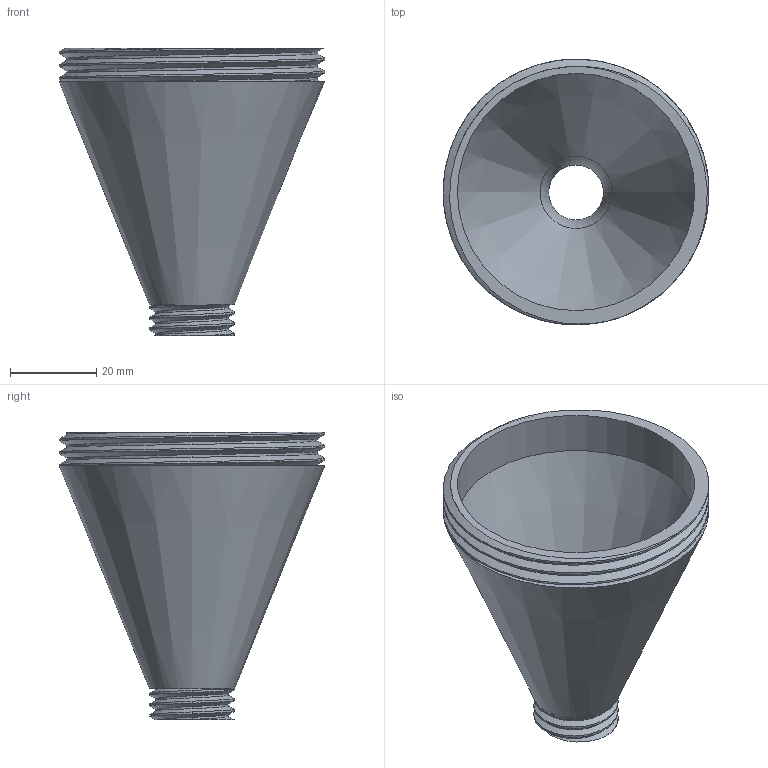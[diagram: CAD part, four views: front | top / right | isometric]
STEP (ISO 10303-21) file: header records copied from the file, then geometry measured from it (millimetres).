
FILE_DESCRIPTION(/* description */ (''),/* implementation_level */ '2;1');
FILE_NAME(/* name */ 'Hooper.step',/* time_stamp */ '2024-04-20T15:26:31+02:00',/* author */ (''),/* organization */ (''),/* preprocessor_version */ 'ST-DEVELOPER v20',/* originating_system */ 'Autodesk Translation Framework v12.20.1.177',/* authorisation */ '');
FILE_SCHEMA (('AUTOMOTIVE_DESIGN { 1 0 10303 214 3 1 1 }'));
Length unit declared in the file: millimetre
Products named in the file (1): Hooper (1)
Bounding box: 61.73 x 61.75 x 66.9 mm (x, y, z)
Volume: 19568.1 mm3; surface area: 18979.6 mm2
Topology: 1 solids, 1 shells, 28 faces, 75 edges, 49 vertices
Faces by surface type: cylinder 16, bspline 4, plane 4, torus 2, cone 2
Full cylindrical faces by diameter (mm): 16.938 x2, 19.59 x2, 55.145 x1, 58.324 x1, 61.764 x2
Entity records: 3209 total; most frequent: CARTESIAN_POINT 2541, ORIENTED_EDGE 150, DIRECTION 106, EDGE_CURVE 75, VERTEX_POINT 49, AXIS2_PLACEMENT_3D 46, B_SPLINE_CURVE_WITH_KNOTS 40, EDGE_LOOP 30
